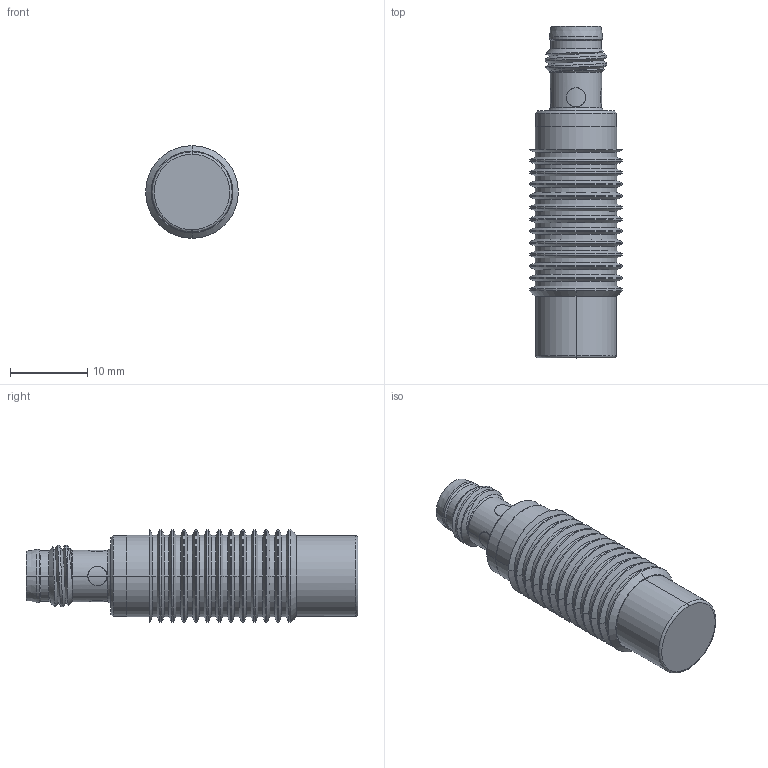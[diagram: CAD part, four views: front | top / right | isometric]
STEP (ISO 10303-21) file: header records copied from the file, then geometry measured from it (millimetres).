
FILE_DESCRIPTION(('STEP AP214'),'1');
FILE_NAME('cctmp_98608390-FB58-4168-91D7-FE8EE8573F66_2023_06_16_11_17_36_0231_9988..stp','2023-06-16T09:17:36',('KiM GmbH'),('CADClick - www.CADClick.com'),'Spatial InterOp 3D',' ','unknown authorization');
FILE_SCHEMA(('AUTOMOTIVE_DESIGN'));
Length unit declared in the file: millimetre
Products named in the file (6): NBN8-12GM60-E0-V3-RA; NBN8-12GM60-E0-V3-RA_4; NBN8-12GM60-E0-V3-RA_3; 2023_06_16_11_17_36_0228; NBN8-12GM60-E0-V3-RA_2; NBN8-12GM60-E0-V3-RA_1
Assembly tree (5 placements, depth 2):
  NBN8-12GM60-E0-V3-RA
    NBN8-12GM60-E0-V3-RA_4
    NBN8-12GM60-E0-V3-RA_3
    2023_06_16_11_17_36_0228
    NBN8-12GM60-E0-V3-RA_2
    NBN8-12GM60-E0-V3-RA_1
Bounding box: 12 x 43 x 12 mm (x, y, z)
Volume: 2607.1 mm3; surface area: 3514.1 mm2
Topology: 8 solids, 8 shells, 228 faces, 487 edges, 270 vertices
Faces by surface type: cylinder 110, cone 72, plane 24, torus 12, sphere 6, bspline 4
Full cylindrical faces by diameter (mm): 6 x1
Entity records: 9104 total; most frequent: CARTESIAN_POINT 2187, DIRECTION 1130, ORIENTED_EDGE 946, AXIS2_PLACEMENT_3D 476, EDGE_CURVE 473, VERTEX_POINT 270, EDGE_LOOP 247, CIRCLE 246
